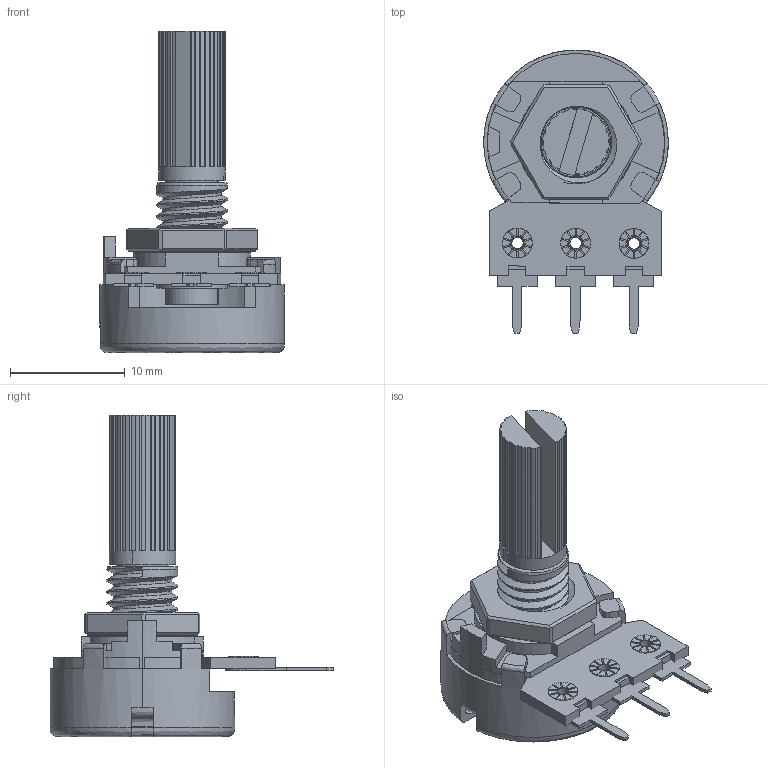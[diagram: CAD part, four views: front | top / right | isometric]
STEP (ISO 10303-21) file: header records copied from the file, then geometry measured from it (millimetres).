
FILE_DESCRIPTION (( 'STEP AP214' ), '1' );
FILE_NAME ('PotentiometerAssy.STEP', '2020-10-03T16:36:11', ( '' ), ( '' ), 'SwSTEP 2.0', 'SolidWorks 2019', '' );
FILE_SCHEMA (( 'AUTOMOTIVE_DESIGN' ));
Length unit declared in the file: millimetre
Products named in the file (7): PotentiometerTerminal; PotentiometerPCB; PotentiometerCasing; PotentiometerShaft; PotentiometerAssy; PotentiometerThreadPlate; PotentiometerNut
Assembly tree (8 placements, depth 2):
  PotentiometerAssy
    PotentiometerCasing
    PotentiometerPCB
    PotentiometerShaft
    PotentiometerTerminal  x3
    PotentiometerThreadPlate
    PotentiometerNut
Bounding box: 16.1 x 24.74 x 28 mm (x, y, z)
Volume: 1301.8 mm3; surface area: 3200.1 mm2
Topology: 8 solids, 8 shells, 499 faces, 1413 edges, 932 vertices
Faces by surface type: plane 388, cylinder 83, bspline 24, cone 4
Entity records: 15316 total; most frequent: CARTESIAN_POINT 5733, ORIENTED_EDGE 2054, DIRECTION 1805, EDGE_CURVE 1027, LINE 695, VECTOR 695, VERTEX_POINT 676, AXIS2_PLACEMENT_3D 555
